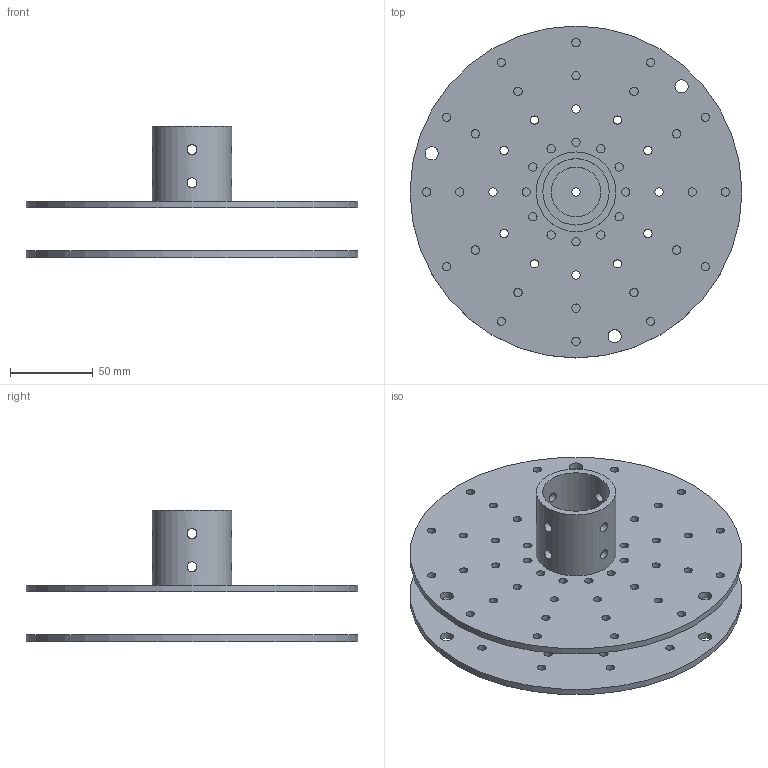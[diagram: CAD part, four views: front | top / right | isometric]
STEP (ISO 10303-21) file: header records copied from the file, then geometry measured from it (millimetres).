
FILE_DESCRIPTION(('FreeCAD Model'),'2;1');
FILE_NAME('table1.step','2014-01-15T21:25:27', ('FreeCAD'),('FreeCAD'),'Open CASCADE STEP processor 6.5','FreeCAD', 'Unknown');
FILE_SCHEMA(('AUTOMOTIVE_DESIGN_CC2 { 1 2 10303 214 -1 1 5 4 }'));
Length unit declared in the file: millimetre
Products named in the file (2): MultiTransform; PolarPattern003
Bounding box: 200 x 200 x 79 mm (x, y, z)
Volume: 262711.9 mm3; surface area: 144821.4 mm2
Topology: 2 solids, 2 shells, 134 faces, 396 edges, 264 vertices
Faces by surface type: cylinder 124, plane 6, bspline 4
Full cylindrical faces by diameter (mm): 5 x109, 6 x4, 8 x6, 30 x1, 40 x1, 48 x1, 200 x2
Entity records: 17547 total; most frequent: CARTESIAN_POINT 9435, DIRECTION 1466, ORIENTED_EDGE 792, PCURVE 792, DEFINITIONAL_REPRESENTATION 792, LINE 624, VECTOR 624, EDGE_CURVE 396
